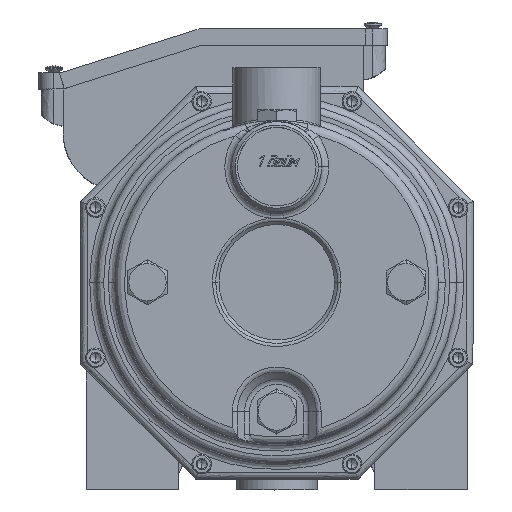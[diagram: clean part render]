
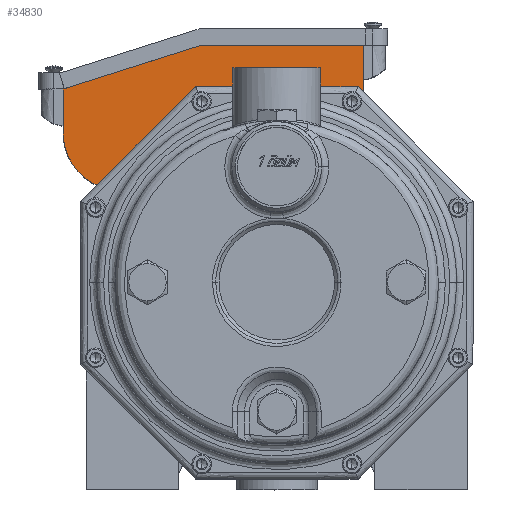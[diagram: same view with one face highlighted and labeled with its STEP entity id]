
A CAD part, top view. The second image highlights one B-rep face of the part: STEP entity #34830.
In plain terms, the highlighted free-form (B-spline) face has degree [1, 1] with [2, 2] control points.
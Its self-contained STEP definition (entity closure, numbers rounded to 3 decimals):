
#33244 = VERTEX_POINT('',#33245);
#33245 = CARTESIAN_POINT('',(-49.035,74.994,
    -70.379));
#33252 = EDGE_CURVE('',#33244,#33253,#33255,.T.);
#33253 = VERTEX_POINT('',#33254);
#33254 = CARTESIAN_POINT('',(43.266,74.994,
    -70.379));
#33255 = B_SPLINE_CURVE_WITH_KNOTS('',1,(#33256,#33257),.UNSPECIFIED.,
  .F.,.F.,(2,2),(0.,80.),.PIECEWISE_BEZIER_KNOTS.);
#33256 = CARTESIAN_POINT('',(-49.035,74.994,
    -70.379));
#33257 = CARTESIAN_POINT('',(43.266,74.994,
    -70.379));
#34807 = VERTEX_POINT('',#34808);
#34808 = CARTESIAN_POINT('',(43.266,118.837,
    -70.379));
#34813 = EDGE_CURVE('',#33253,#34807,#34814,.T.);
#34814 = B_SPLINE_CURVE_WITH_KNOTS('',1,(#34815,#34816),.UNSPECIFIED.,
  .F.,.F.,(2,2),(0.,38.),.PIECEWISE_BEZIER_KNOTS.);
#34815 = CARTESIAN_POINT('',(43.266,74.994,
    -70.379));
#34816 = CARTESIAN_POINT('',(43.266,118.837,
    -70.379));
#34830 = ADVANCED_FACE('',(#34831),#34871,.T.);
#34831 = FACE_BOUND('',#34832,.T.);
#34832 = EDGE_LOOP('',(#34833,#34842,#34849,#34856,#34864,#34865,#34866)
  );
#34833 = ORIENTED_EDGE('',*,*,#34834,.T.);
#34834 = EDGE_CURVE('',#34835,#34837,#34839,.T.);
#34835 = VERTEX_POINT('',#34836);
#34836 = CARTESIAN_POINT('',(-37.497,118.837,
    -70.379));
#34837 = VERTEX_POINT('',#34838);
#34838 = CARTESIAN_POINT('',(-106.173,97.09,
    -70.379));
#34839 = B_SPLINE_CURVE_WITH_KNOTS('',1,(#34840,#34841),.UNSPECIFIED.,
  .F.,.F.,(2,2),(0.,62.436),.PIECEWISE_BEZIER_KNOTS.);
#34840 = CARTESIAN_POINT('',(-37.497,118.837,
    -70.379));
#34841 = CARTESIAN_POINT('',(-106.173,97.09,
    -70.379));
#34842 = ORIENTED_EDGE('',*,*,#34843,.T.);
#34843 = EDGE_CURVE('',#34837,#34844,#34846,.T.);
#34844 = VERTEX_POINT('',#34845);
#34845 = CARTESIAN_POINT('',(-106.723,96.916,
    -70.379));
#34846 = B_SPLINE_CURVE_WITH_KNOTS('',1,(#34847,#34848),.UNSPECIFIED.,
  .F.,.F.,(2,2),(0.,0.5),.PIECEWISE_BEZIER_KNOTS.);
#34847 = CARTESIAN_POINT('',(-106.173,97.09,
    -70.379));
#34848 = CARTESIAN_POINT('',(-106.723,96.916,
    -70.379));
#34849 = ORIENTED_EDGE('',*,*,#34850,.T.);
#34850 = EDGE_CURVE('',#34844,#34851,#34853,.T.);
#34851 = VERTEX_POINT('',#34852);
#34852 = CARTESIAN_POINT('',(-106.723,74.994,
    -70.379));
#34853 = B_SPLINE_CURVE_WITH_KNOTS('',1,(#34854,#34855),.UNSPECIFIED.,
  .F.,.F.,(2,2),(0.,19.),.PIECEWISE_BEZIER_KNOTS.);
#34854 = CARTESIAN_POINT('',(-106.723,96.916,
    -70.379));
#34855 = CARTESIAN_POINT('',(-106.723,74.994,
    -70.379));
#34856 = ORIENTED_EDGE('',*,*,#34857,.F.);
#34857 = EDGE_CURVE('',#33244,#34851,#34858,.T.);
#34858 = ( BOUNDED_CURVE() B_SPLINE_CURVE(2,(#34859,#34860,#34861,#34862
,#34863),.UNSPECIFIED.,.F.,.F.) B_SPLINE_CURVE_WITH_KNOTS((3,2,3),(0.,
1.571,3.142),.PIECEWISE_BEZIER_KNOTS.) CURVE() 
GEOMETRIC_REPRESENTATION_ITEM() RATIONAL_B_SPLINE_CURVE((1.,
0.707,1.,0.707,1.)) REPRESENTATION_ITEM('') );
#34859 = CARTESIAN_POINT('',(-49.035,74.994,
    -70.379));
#34860 = CARTESIAN_POINT('',(-49.035,46.15,
    -70.379));
#34861 = CARTESIAN_POINT('',(-77.879,46.15,
    -70.379));
#34862 = CARTESIAN_POINT('',(-106.723,46.15,
    -70.379));
#34863 = CARTESIAN_POINT('',(-106.723,74.994,
    -70.379));
#34864 = ORIENTED_EDGE('',*,*,#33252,.T.);
#34865 = ORIENTED_EDGE('',*,*,#34813,.T.);
#34866 = ORIENTED_EDGE('',*,*,#34867,.T.);
#34867 = EDGE_CURVE('',#34807,#34835,#34868,.T.);
#34868 = B_SPLINE_CURVE_WITH_KNOTS('',1,(#34869,#34870),.UNSPECIFIED.,
  .F.,.F.,(2,2),(0.,70.),.PIECEWISE_BEZIER_KNOTS.);
#34869 = CARTESIAN_POINT('',(43.266,118.837,
    -70.379));
#34870 = CARTESIAN_POINT('',(-37.497,118.837,
    -70.379));
#34871 = B_SPLINE_SURFACE_WITH_KNOTS('',1,1,(
    (#34872,#34873)
    ,(#34874,#34875
    )),.UNSPECIFIED.,.F.,.F.,.F.,(2,2),(2,2),(0.,1.),(0.,1.),
  .PIECEWISE_BEZIER_KNOTS.);
#34872 = CARTESIAN_POINT('',(-106.723,46.15,
    -70.379));
#34873 = CARTESIAN_POINT('',(-106.723,118.837,
    -70.379));
#34874 = CARTESIAN_POINT('',(43.266,46.15,
    -70.379));
#34875 = CARTESIAN_POINT('',(43.266,118.837,
    -70.379));
